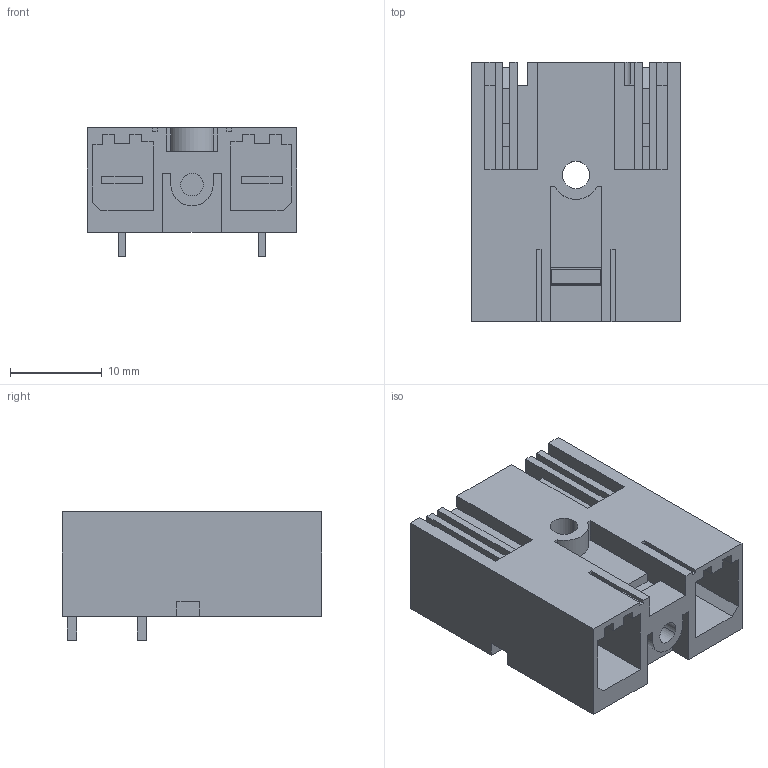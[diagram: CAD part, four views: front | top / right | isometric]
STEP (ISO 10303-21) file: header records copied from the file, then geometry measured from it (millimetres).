
FILE_DESCRIPTION(('CATIA V5 STEP Exchange','CAx-IF Rec.Pracs.--- Model Styling and Organization---1.4--- 2014-01-23'),'2;1');
FILE_NAME ('218297-1_0', '2020-12-07T16:54:50+00:00', ('none'), ('Weidmueller'), 'CATIA Version 5-6 Release 2016 SP3 HF44', 'CATIA V5 STEP AP214', 'none');
FILE_SCHEMA(('AUTOMOTIVE_DESIGN { 1 0 10303 214 1 1 1 1 }'));
Length unit declared in the file: millimetre
Products named in the file (1): 2499800000
Bounding box: 22.86 x 28.3 x 14 mm (x, y, z)
Volume: 4611.8 mm3; surface area: 5384.6 mm2
Topology: 4 solids, 4 shells, 207 faces, 589 edges, 392 vertices
Faces by surface type: plane 191, cylinder 16
Entity records: 6660 total; most frequent: ORIENTED_EDGE 1178, CARTESIAN_POINT 1167, DIRECTION 942, EDGE_CURVE 589, VECTOR 555, LINE 555, VERTEX_POINT 392, EDGE_LOOP 219
